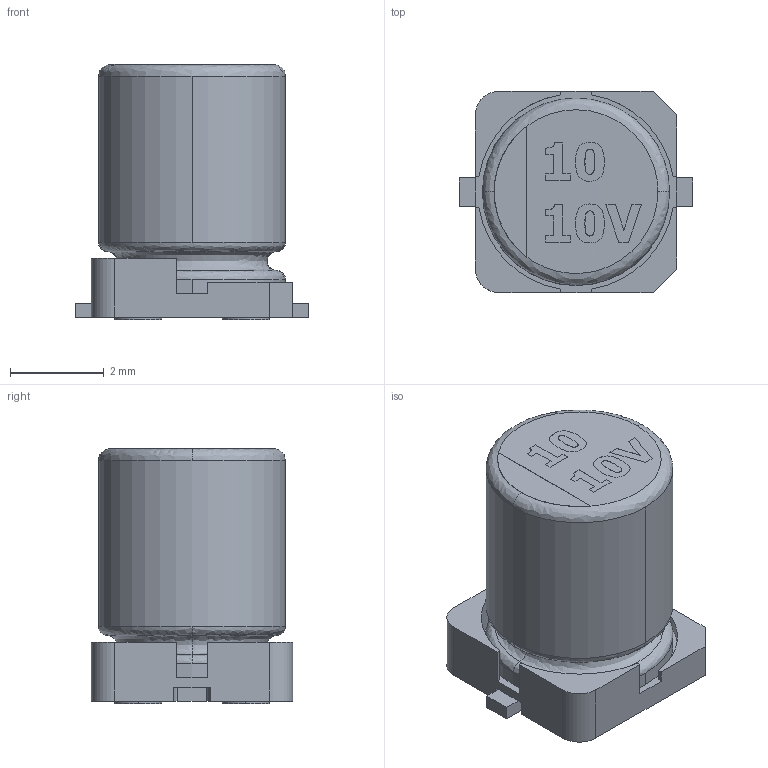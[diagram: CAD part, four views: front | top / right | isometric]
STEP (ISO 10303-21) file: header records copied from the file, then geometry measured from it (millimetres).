
FILE_DESCRIPTION (( 'STEP AP214' ), '1' );
FILE_NAME ('User Library-SMD Polymer Aluminum Electrolytic Capacitors A5 10uF 10V.STEP', '2019-08-21T19:29:58', ( '' ), ( '' ), 'SwSTEP 2.0', 'SolidWorks 2019', '' );
FILE_SCHEMA (( 'AUTOMOTIVE_DESIGN' ));
Length unit declared in the file: millimetre
Products named in the file (1): User Library-SMD Polymer Aluminum Electrolytic Capacitors A5 10uF 10V
Bounding box: 5 x 4.3 x 5.45 mm (x, y, z)
Volume: 70.6 mm3; surface area: 130 mm2
Topology: 1 solids, 1 shells, 144 faces, 366 edges, 236 vertices
Faces by surface type: plane 83, bspline 36, cylinder 25
Entity records: 6169 total; most frequent: CARTESIAN_POINT 1237, ORIENTED_EDGE 732, DIRECTION 603, EDGE_CURVE 366, VERTEX_POINT 236, VECTOR 231, LINE 231, AXIS2_PLACEMENT_3D 186
